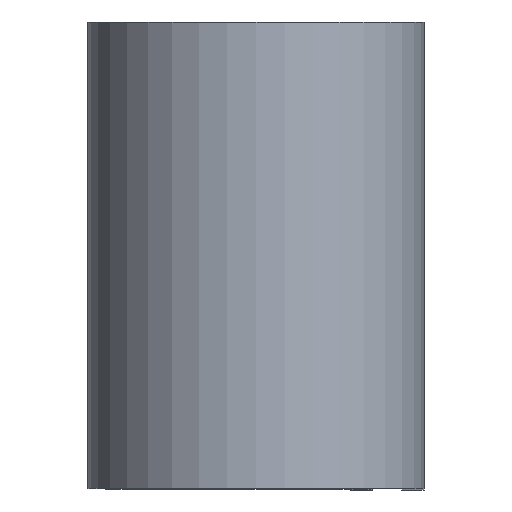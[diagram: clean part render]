
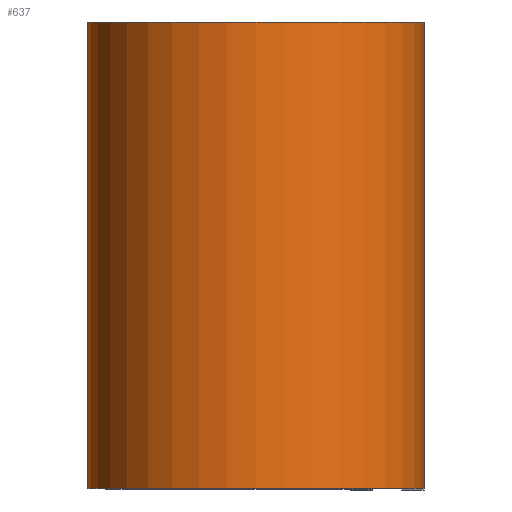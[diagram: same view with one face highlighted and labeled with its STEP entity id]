
A CAD part, top view. The second image highlights one B-rep face of the part: STEP entity #637.
In plain terms, the highlighted cylindrical face has radius 9.157 mm (diameter 18.313 mm), a partial arc.
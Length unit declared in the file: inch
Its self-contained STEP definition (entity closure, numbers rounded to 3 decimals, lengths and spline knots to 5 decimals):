
#11 = VERTEX_POINT ( 'NONE', #709 ) ;
#45 = AXIS2_PLACEMENT_3D ( 'NONE', #543, #860, #130 ) ;
#55 = DIRECTION ( 'NONE',  ( 1., 0., 0. ) ) ;
#70 = ORIENTED_EDGE ( 'NONE', *, *, #340, .T. ) ;
#129 = FACE_OUTER_BOUND ( 'NONE', #759, .T. ) ;
#130 = DIRECTION ( 'NONE',  ( 0., 0., -1. ) ) ;
#137 = VECTOR ( 'NONE', #182, 39.37008 ) ;
#182 = DIRECTION ( 'NONE',  ( 0., -1., 0. ) ) ;
#192 = DIRECTION ( 'NONE',  ( 0., 1., 0. ) ) ;
#197 = LINE ( 'NONE', #534, #862 ) ;
#244 = EDGE_CURVE ( 'NONE', #668, #11, #832, .T. ) ;
#247 = CIRCLE ( 'NONE', #723, 0.3605 ) ;
#285 = CIRCLE ( 'NONE', #671, 0.3605 ) ;
#303 = EDGE_CURVE ( 'NONE', #605, #750, #197, .T. ) ;
#340 = EDGE_CURVE ( 'NONE', #11, #750, #247, .T. ) ;
#347 = ORIENTED_EDGE ( 'NONE', *, *, #303, .F. ) ;
#460 = CARTESIAN_POINT ( 'NONE',  ( -0.3605, 0.5, 0.625 ) ) ;
#469 = ORIENTED_EDGE ( 'NONE', *, *, #244, .T. ) ;
#470 = DIRECTION ( 'NONE',  ( 0., 1., 0. ) ) ;
#475 = CYLINDRICAL_SURFACE ( 'NONE', #45, 0.3605 ) ;
#534 = CARTESIAN_POINT ( 'NONE',  ( 0.3605, 0.5, 0.625 ) ) ;
#543 = CARTESIAN_POINT ( 'NONE',  ( 0., 0.5, 0.625 ) ) ;
#570 = EDGE_CURVE ( 'NONE', #668, #605, #285, .T. ) ;
#601 = CARTESIAN_POINT ( 'NONE',  ( 0., -0.5, 0.625 ) ) ;
#605 = VERTEX_POINT ( 'NONE', #729 ) ;
#611 = CARTESIAN_POINT ( 'NONE',  ( -0.3605, 0.5, 0.625 ) ) ;
#637 = ADVANCED_FACE ( 'NONE', ( #129 ), #475, .T. ) ;
#645 = ORIENTED_EDGE ( 'NONE', *, *, #570, .F. ) ;
#665 = DIRECTION ( 'NONE',  ( 0., -1., 0. ) ) ;
#668 = VERTEX_POINT ( 'NONE', #611 ) ;
#669 = DIRECTION ( 'NONE',  ( 1., 0., 0. ) ) ;
#671 = AXIS2_PLACEMENT_3D ( 'NONE', #855, #470, #55 ) ;
#709 = CARTESIAN_POINT ( 'NONE',  ( -0.3605, -0.5, 0.625 ) ) ;
#723 = AXIS2_PLACEMENT_3D ( 'NONE', #601, #192, #669 ) ;
#729 = CARTESIAN_POINT ( 'NONE',  ( 0.3605, 0.5, 0.625 ) ) ;
#743 = CARTESIAN_POINT ( 'NONE',  ( 0.3605, -0.5, 0.625 ) ) ;
#750 = VERTEX_POINT ( 'NONE', #743 ) ;
#759 = EDGE_LOOP ( 'NONE', ( #70, #347, #645, #469 ) ) ;
#832 = LINE ( 'NONE', #460, #137 ) ;
#855 = CARTESIAN_POINT ( 'NONE',  ( 0., 0.5, 0.625 ) ) ;
#860 = DIRECTION ( 'NONE',  ( 0., -1., 0. ) ) ;
#862 = VECTOR ( 'NONE', #665, 39.37008 ) ;
